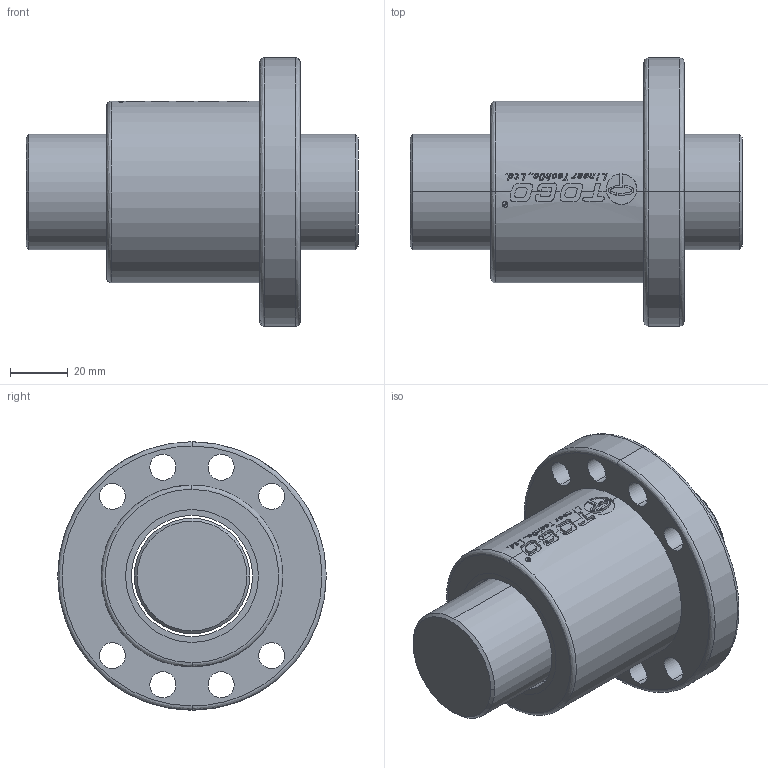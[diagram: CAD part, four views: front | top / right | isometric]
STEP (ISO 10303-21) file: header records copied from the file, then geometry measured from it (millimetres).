
FILE_DESCRIPTION (( 'STEP AP203' ), '1' );
FILE_NAME ('SFU04008.STEP', '2019-04-04T07:23:17', ( '' ), ( '' ), 'SwSTEP 2.0', 'SolidWorks 2015', '' );
FILE_SCHEMA (( 'CONFIG_CONTROL_DESIGN' ));
Length unit declared in the file: millimetre
Products named in the file (1): SFU04008
Bounding box: 115 x 93 x 93 mm (x, y, z)
Volume: 304130.4 mm3; surface area: 57535.5 mm2
Topology: 4 solids, 4 shells, 688 faces, 1933 edges, 1286 vertices
Faces by surface type: plane 606, cylinder 51, bspline 27, cone 4
Entity records: 24081 total; most frequent: CARTESIAN_POINT 7727, ORIENTED_EDGE 3866, DIRECTION 2821, EDGE_CURVE 1933, VERTEX_POINT 1286, VECTOR 1285, LINE 1285, AXIS2_PLACEMENT_3D 768
